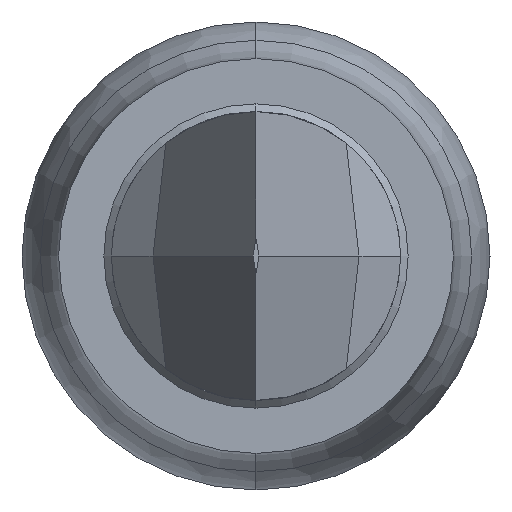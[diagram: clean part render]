
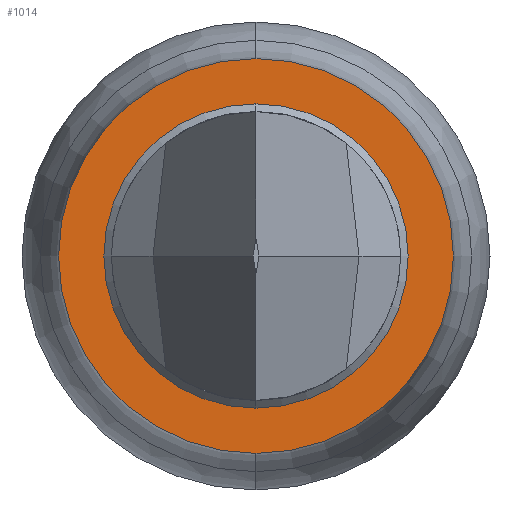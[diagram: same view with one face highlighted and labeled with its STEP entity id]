
A CAD part, left-side view. The second image highlights one B-rep face of the part: STEP entity #1014.
In plain terms, the highlighted planar face has unit normal (-1, 0, 0).
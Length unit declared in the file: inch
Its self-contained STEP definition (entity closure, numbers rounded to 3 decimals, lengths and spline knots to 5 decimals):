
#43 = AXIS2_PLACEMENT_3D ( 'NONE', #1557, #1566, #1601 ) ;
#52 = CARTESIAN_POINT ( 'NONE',  ( 0., 0.0125, 0. ) ) ;
#95 = AXIS2_PLACEMENT_3D ( 'NONE', #712, #725, #678 ) ;
#145 = DIRECTION ( 'NONE',  ( 1., 0., 0. ) ) ;
#151 = FACE_BOUND ( 'NONE', #636, .T. ) ;
#211 = CARTESIAN_POINT ( 'NONE',  ( 0., 0., 0.01025 ) ) ;
#316 = VERTEX_POINT ( 'NONE', #1450 ) ;
#459 = CARTESIAN_POINT ( 'NONE',  ( 0., 0., -0.0079 ) ) ;
#480 = ORIENTED_EDGE ( 'NONE', *, *, #1106, .T. ) ;
#500 = AXIS2_PLACEMENT_3D ( 'NONE', #52, #145, #1068 ) ;
#530 = EDGE_CURVE ( 'NONE', #1114, #1229, #711, .T. ) ;
#554 = CIRCLE ( 'NONE', #43, 0.01025 ) ;
#557 = CARTESIAN_POINT ( 'NONE',  ( 0., 0., 0. ) ) ;
#559 = DIRECTION ( 'NONE',  ( -1., 0., 0. ) ) ;
#563 = DIRECTION ( 'NONE',  ( 0., 0., 1. ) ) ;
#636 = EDGE_LOOP ( 'NONE', ( #1057, #1453 ) ) ;
#678 = DIRECTION ( 'NONE',  ( 0., 0., -1. ) ) ;
#711 = CIRCLE ( 'NONE', #95, 0.0079 ) ;
#712 = CARTESIAN_POINT ( 'NONE',  ( 0., 0., 0. ) ) ;
#725 = DIRECTION ( 'NONE',  ( 1., 0., 0. ) ) ;
#879 = EDGE_CURVE ( 'NONE', #1711, #316, #554, .T. ) ;
#1014 = ADVANCED_FACE ( 'NONE', ( #151, #1579 ), #1572, .F. ) ;
#1057 = ORIENTED_EDGE ( 'NONE', *, *, #530, .T. ) ;
#1068 = DIRECTION ( 'NONE',  ( 0., 0., -1. ) ) ;
#1088 = CARTESIAN_POINT ( 'NONE',  ( 0., 0., 0. ) ) ;
#1102 = DIRECTION ( 'NONE',  ( 1., 0., 0. ) ) ;
#1105 = DIRECTION ( 'NONE',  ( 0., 0., -1. ) ) ;
#1106 = EDGE_CURVE ( 'NONE', #316, #1711, #1366, .T. ) ;
#1114 = VERTEX_POINT ( 'NONE', #459 ) ;
#1229 = VERTEX_POINT ( 'NONE', #1692 ) ;
#1309 = CIRCLE ( 'NONE', #1352, 0.0079 ) ;
#1352 = AXIS2_PLACEMENT_3D ( 'NONE', #1088, #1102, #1105 ) ;
#1366 = CIRCLE ( 'NONE', #1562, 0.01025 ) ;
#1372 = EDGE_CURVE ( 'NONE', #1229, #1114, #1309, .T. ) ;
#1450 = CARTESIAN_POINT ( 'NONE',  ( 0., 0., -0.01025 ) ) ;
#1451 = ORIENTED_EDGE ( 'NONE', *, *, #879, .T. ) ;
#1453 = ORIENTED_EDGE ( 'NONE', *, *, #1372, .T. ) ;
#1529 = EDGE_LOOP ( 'NONE', ( #1451, #480 ) ) ;
#1557 = CARTESIAN_POINT ( 'NONE',  ( 0., 0., 0. ) ) ;
#1562 = AXIS2_PLACEMENT_3D ( 'NONE', #557, #559, #563 ) ;
#1566 = DIRECTION ( 'NONE',  ( -1., 0., 0. ) ) ;
#1572 = PLANE ( 'NONE',  #500 ) ;
#1579 = FACE_OUTER_BOUND ( 'NONE', #1529, .T. ) ;
#1601 = DIRECTION ( 'NONE',  ( 0., 0., 1. ) ) ;
#1692 = CARTESIAN_POINT ( 'NONE',  ( 0., 0., 0.0079 ) ) ;
#1711 = VERTEX_POINT ( 'NONE', #211 ) ;
